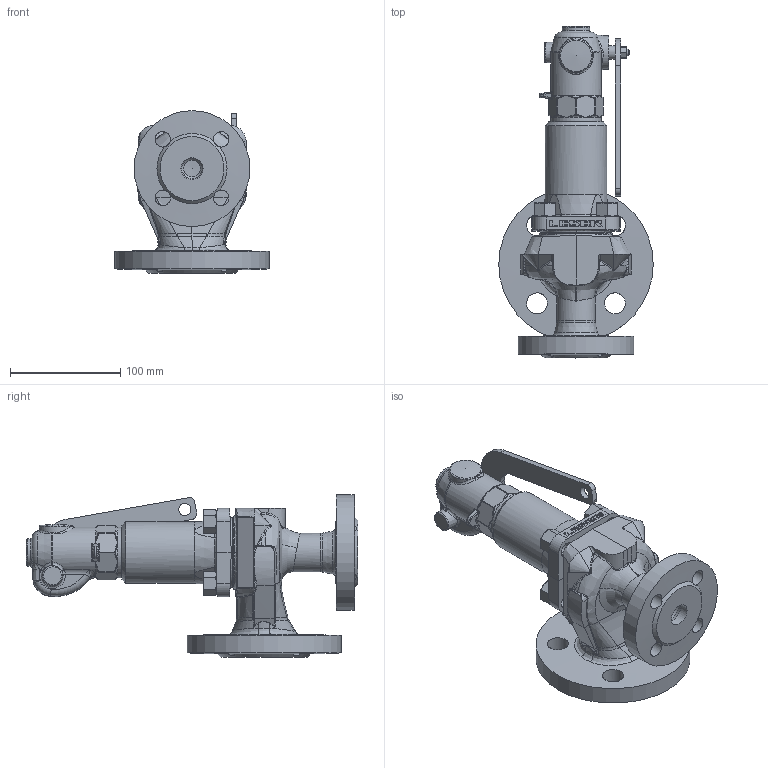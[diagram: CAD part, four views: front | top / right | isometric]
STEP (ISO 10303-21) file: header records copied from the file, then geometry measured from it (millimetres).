
FILE_DESCRIPTION(/* description */ (''),/* implementation_level */ '2;1');
FILE_NAME(/* name */ 'AT4539-441_126436.step',/* time_stamp */ '2025-08-06T16:17:19+02:00',/* author */ (''),/* organization */ (''),/* preprocessor_version */ 'ST-DEVELOPER v20.1',/* originating_system */ 'Autodesk Translation Framework v14.10.0.0',/* authorisation */ '');
FILE_SCHEMA (('AUTOMOTIVE_DESIGN { 1 0 10303 214 3 1 1 }'));
Products named in the file (9): 441-DN20X32-H4_PN40PN40_ASM; 108-8409-04-B01; 141-0109-06-B01; 150-0809-03-B01_ASM; 155-0709-04-B01; 159-0209-07-B01; 191-0709-07-B01; M6_LWN012-02; M12_DIN934
Assembly tree (11 placements, depth 3):
  441-DN20X32-H4_PN40PN40_ASM
    108-8409-04-B01
    141-0109-06-B01
    M12_DIN934  x4
    150-0809-03-B01_ASM
      155-0709-04-B01
      159-0209-07-B01
      191-0709-07-B01
      M6_LWN012-02
Bounding box: 140 x 301 x 147.5 mm (x, y, z)
Volume: 852766.8 mm3; surface area: 214912.3 mm2
Topology: 10 solids, 10 shells, 900 faces, 2161 edges, 1287 vertices
Faces by surface type: bspline 342, plane 215, cylinder 164, cone 106, torus 43, sphere 30
Full cylindrical faces by diameter (mm): 6 x2, 8 x1, 8.1 x1, 11 x1, 12 x11, 12.3 x2, 14 x8, 15 x4, 18 x2, 18.5 x1, 19 x5, 20 x1, 22 x1, 25 x1, 32 x1, 33 x2, 33.5 x1, 35 x1, 36 x1, 38 x1, 46 x3, 48 x1, 54 x1, 56 x1, 60 x2, 105 x1, 140 x1
Entity records: 63241 total; most frequent: CARTESIAN_POINT 46420, ORIENTED_EDGE 3936, DIRECTION 2847, EDGE_CURVE 1968, AXIS2_PLACEMENT_3D 1177, VERTEX_POINT 1173, EDGE_LOOP 869, FACE_OUTER_BOUND 819
